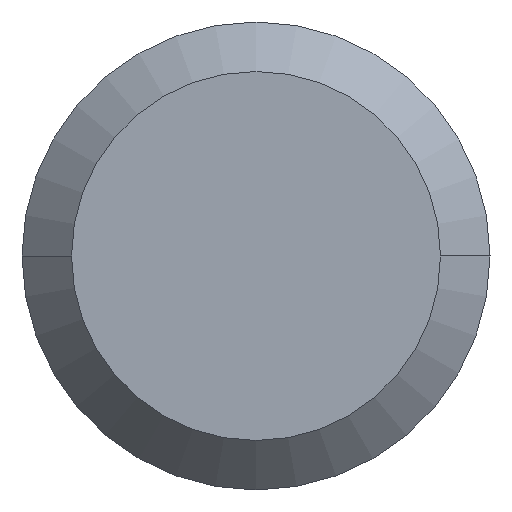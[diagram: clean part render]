
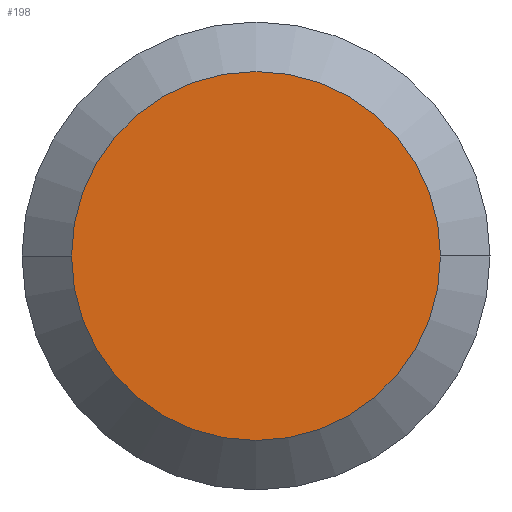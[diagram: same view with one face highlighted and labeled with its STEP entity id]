
A CAD part, left-side view. The second image highlights one B-rep face of the part: STEP entity #198.
In plain terms, the highlighted planar face has unit normal (-1, 0, 0).
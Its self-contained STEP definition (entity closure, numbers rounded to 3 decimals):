
#9 = CIRCLE ( 'NONE', #394, 2.365 ) ;
#19 = CIRCLE ( 'NONE', #231, 2.365 ) ;
#26 = ORIENTED_EDGE ( 'NONE', *, *, #84, .F. ) ;
#31 = AXIS2_PLACEMENT_3D ( 'NONE', #345, #179, #242 ) ;
#57 = CARTESIAN_POINT ( 'NONE',  ( 0., 0., 0. ) ) ;
#70 = DIRECTION ( 'NONE',  ( 1., 0., 0. ) ) ;
#84 = EDGE_CURVE ( 'NONE', #248, #240, #9, .T. ) ;
#88 = DIRECTION ( 'NONE',  ( 0., 1., 0. ) ) ;
#135 = CARTESIAN_POINT ( 'NONE',  ( 0., 0., 0. ) ) ;
#179 = DIRECTION ( 'NONE',  ( -1., 0., 0. ) ) ;
#182 = FACE_OUTER_BOUND ( 'NONE', #282, .T. ) ;
#198 = ADVANCED_FACE ( 'NONE', ( #182 ), #304, .T. ) ;
#231 = AXIS2_PLACEMENT_3D ( 'NONE', #57, #281, #88 ) ;
#237 = CARTESIAN_POINT ( 'NONE',  ( 0., -2.365, 0. ) ) ;
#240 = VERTEX_POINT ( 'NONE', #277 ) ;
#242 = DIRECTION ( 'NONE',  ( 0., -1., 0. ) ) ;
#248 = VERTEX_POINT ( 'NONE', #237 ) ;
#277 = CARTESIAN_POINT ( 'NONE',  ( 0., 2.365, 0. ) ) ;
#281 = DIRECTION ( 'NONE',  ( 1., 0., 0. ) ) ;
#282 = EDGE_LOOP ( 'NONE', ( #406, #26 ) ) ;
#304 = PLANE ( 'NONE',  #31 ) ;
#337 = EDGE_CURVE ( 'NONE', #240, #248, #19, .T. ) ;
#345 = CARTESIAN_POINT ( 'NONE',  ( 0., 0., 0. ) ) ;
#365 = DIRECTION ( 'NONE',  ( 0., 1., 0. ) ) ;
#394 = AXIS2_PLACEMENT_3D ( 'NONE', #135, #70, #365 ) ;
#406 = ORIENTED_EDGE ( 'NONE', *, *, #337, .F. ) ;
